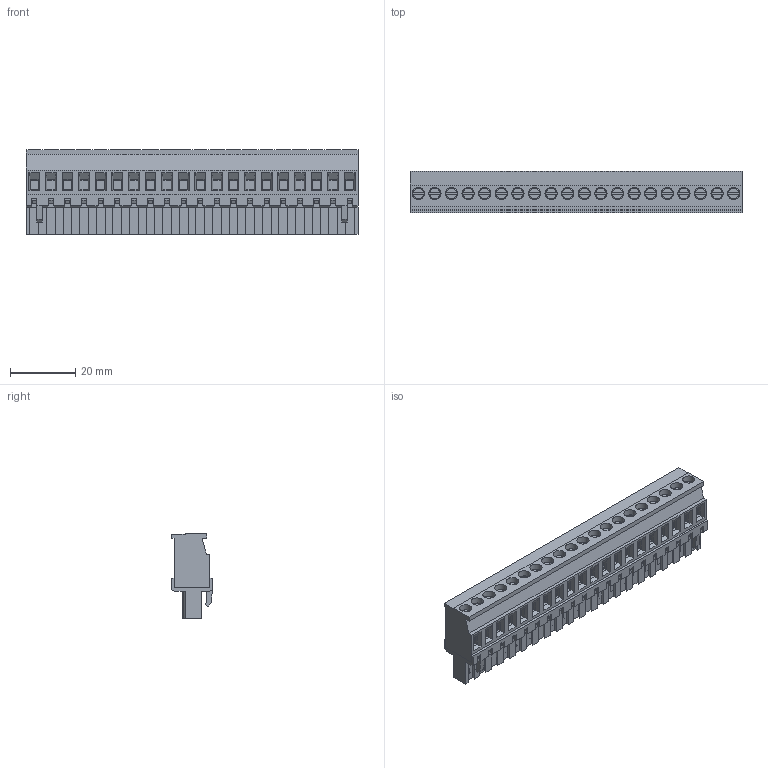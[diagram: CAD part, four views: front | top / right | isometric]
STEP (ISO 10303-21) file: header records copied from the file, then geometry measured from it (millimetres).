
FILE_DESCRIPTION( ( 'Unknown' ), '1' );
FILE_NAME( '691352510020.stp', 'Unknown', ( 'Unknown' ), ( 'Unknown' ), 'PSStep 14.0', 'Unknown', ' ' );
FILE_SCHEMA( ( 'AUTOMOTIVE_DESIGN { 1 0 10303 214 1 1 1 1 }' ) );
Length unit declared in the file: millimetre
Products named in the file (6): Assem1; 6913525100xx_CAGE; 6913525100xx; 6913525100xx_VIS; 691343510020; 691343510020_BAS
Assembly tree (62 placements, depth 2):
  Assem1
    6913525100xx_CAGE  x20
    6913525100xx  x20
    6913525100xx_VIS  x20
    691343510020
    691343510020_BAS
Bounding box: 101.6 x 12.6 x 26 mm (x, y, z)
Volume: 15634.4 mm3; surface area: 35352 mm2
Topology: 62 solids, 62 shells, 4076 faces, 11300 edges, 7346 vertices
Faces by surface type: plane 3146, cylinder 810, cone 60, torus 60
Full cylindrical faces by diameter (mm): 1.5 x20, 2.2 x20, 2.7 x20, 2.9 x20, 3 x20, 3.7 x20, 3.75 x20
Entity records: 85710 total; most frequent: CARTESIAN_POINT 12144, ORIENTED_EDGE 11928, DIRECTION 10722, EDGE_CURVE 5964, LINE 5638, VECTOR 5638, VERTEX_POINT 3940, AXIS2_PLACEMENT_3D 2542
